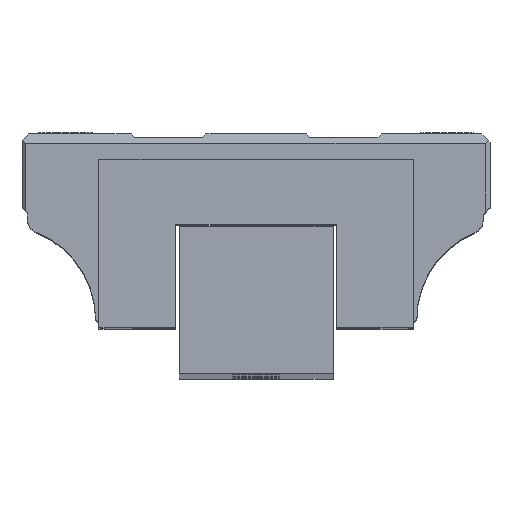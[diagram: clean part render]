
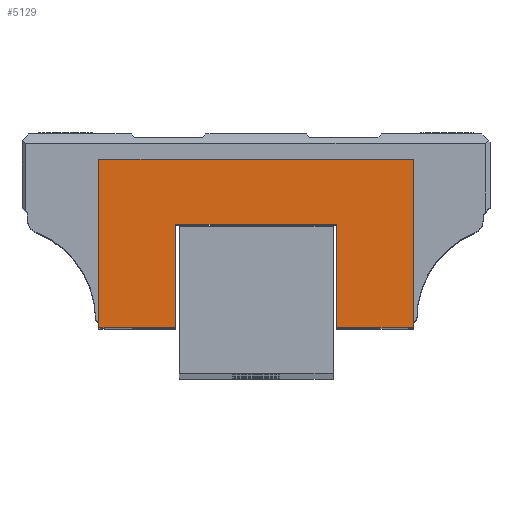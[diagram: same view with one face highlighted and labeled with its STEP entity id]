
A CAD part, top view. The second image highlights one B-rep face of the part: STEP entity #5129.
In plain terms, the highlighted planar face has unit normal (0, 0, 1).
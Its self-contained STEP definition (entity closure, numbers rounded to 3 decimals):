
#2856=DIRECTION('',(0.,-1.,0.));
#2857=VECTOR('',#2856,25.2);
#2858=CARTESIAN_POINT('',(-23.5,14.2,55.05));
#2859=LINE('',#2858,#2857);
#2860=DIRECTION('',(-1.,0.,0.));
#2861=VECTOR('',#2860,47.);
#2862=CARTESIAN_POINT('',(23.5,14.2,55.05));
#2863=LINE('',#2862,#2861);
#2864=DIRECTION('',(0.,1.,0.));
#2865=VECTOR('',#2864,25.2);
#2866=CARTESIAN_POINT('',(23.5,-11.,55.05));
#2867=LINE('',#2866,#2865);
#2868=DIRECTION('',(1.,0.,0.));
#2869=VECTOR('',#2868,11.5);
#2870=CARTESIAN_POINT('',(12.,-11.,55.05));
#2871=LINE('',#2870,#2869);
#2872=DIRECTION('',(0.,-1.,0.));
#2873=VECTOR('',#2872,15.5);
#2874=CARTESIAN_POINT('',(12.,4.5,55.05));
#2875=LINE('',#2874,#2873);
#2876=DIRECTION('',(1.,0.,0.));
#2877=VECTOR('',#2876,24.);
#2878=CARTESIAN_POINT('',(-12.,4.5,55.05));
#2879=LINE('',#2878,#2877);
#2880=DIRECTION('',(0.,1.,0.));
#2881=VECTOR('',#2880,15.5);
#2882=CARTESIAN_POINT('',(-12.,-11.,55.05));
#2883=LINE('',#2882,#2881);
#2884=DIRECTION('',(1.,0.,0.));
#2885=VECTOR('',#2884,11.5);
#2886=CARTESIAN_POINT('',(-23.5,-11.,55.05));
#2887=LINE('',#2886,#2885);
#3264=CARTESIAN_POINT('',(-23.5,14.2,55.05));
#3265=CARTESIAN_POINT('',(-23.5,-11.,55.05));
#3266=VERTEX_POINT('',#3264);
#3267=VERTEX_POINT('',#3265);
#3268=CARTESIAN_POINT('',(-12.,-11.,55.05));
#3269=VERTEX_POINT('',#3268);
#3270=CARTESIAN_POINT('',(-12.,4.5,55.05));
#3271=VERTEX_POINT('',#3270);
#3272=CARTESIAN_POINT('',(12.,4.5,55.05));
#3273=CARTESIAN_POINT('',(12.,-11.,55.05));
#3274=VERTEX_POINT('',#3272);
#3275=VERTEX_POINT('',#3273);
#3276=CARTESIAN_POINT('',(23.5,-11.,55.05));
#3277=VERTEX_POINT('',#3276);
#3278=CARTESIAN_POINT('',(23.5,14.2,55.05));
#3279=VERTEX_POINT('',#3278);
#5113=CARTESIAN_POINT('',(0.,0.,55.05));
#5114=DIRECTION('',(0.,0.,1.));
#5115=DIRECTION('',(1.,0.,0.));
#5116=AXIS2_PLACEMENT_3D('',#5113,#5114,#5115);
#5117=PLANE('',#5116);
#5118=ORIENTED_EDGE('',*,*,#3670,.F.);
#5119=ORIENTED_EDGE('',*,*,#3687,.F.);
#5120=ORIENTED_EDGE('',*,*,#3703,.F.);
#5121=ORIENTED_EDGE('',*,*,#4103,.F.);
#5122=ORIENTED_EDGE('',*,*,#4039,.F.);
#5124=ORIENTED_EDGE('',*,*,#5123,.F.);
#5125=ORIENTED_EDGE('',*,*,#3996,.F.);
#5126=ORIENTED_EDGE('',*,*,#3934,.F.);
#5127=EDGE_LOOP('',(#5118,#5119,#5120,#5121,#5122,#5124,#5125,#5126));
#5128=FACE_OUTER_BOUND('',#5127,.F.);
#5129=ADVANCED_FACE('',(#5128),#5117,.T.);
#3670=EDGE_CURVE('',#3266,#3267,#2859,.T.);
#3687=EDGE_CURVE('',#3279,#3266,#2863,.T.);
#3703=EDGE_CURVE('',#3277,#3279,#2867,.T.);
#3934=EDGE_CURVE('',#3267,#3269,#2887,.T.);
#3996=EDGE_CURVE('',#3269,#3271,#2883,.T.);
#4039=EDGE_CURVE('',#3274,#3275,#2875,.T.);
#4103=EDGE_CURVE('',#3275,#3277,#2871,.T.);
#5123=EDGE_CURVE('',#3271,#3274,#2879,.T.);
